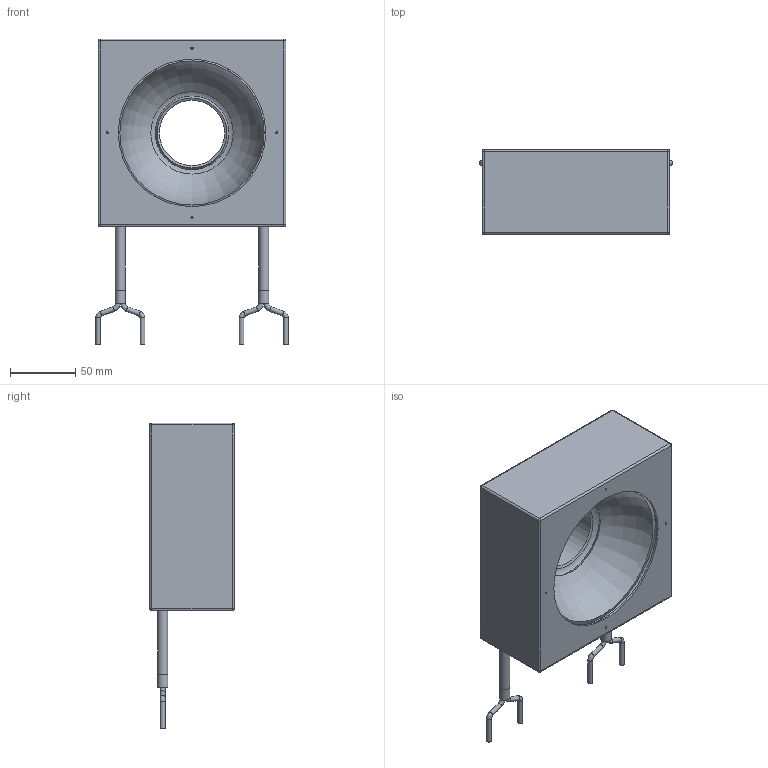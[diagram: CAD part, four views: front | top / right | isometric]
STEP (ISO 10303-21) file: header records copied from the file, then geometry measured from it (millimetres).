
FILE_DESCRIPTION (( 'STEP AP203' ), '1' );
FILE_NAME ('IDD-CB120_50DW-16CH(外観図).STEP', '2016-10-18T05:21:40', ( 'imac139_182' ), ( 'Microsoft' ), 'SwSTEP 2.0', 'SolidWorks 2014', '' );
FILE_SCHEMA (( 'CONFIG_CONTROL_DESIGN' ));
Length unit declared in the file: millimetre
Products named in the file (2): IDD-CB120_50DW-16CH(外観図)
Bounding box: 147.7 x 65 x 234.59 mm (x, y, z)
Volume: 1015148.6 mm3; surface area: 93899 mm2
Topology: 1 solids, 1 shells, 84 faces, 164 edges, 91 vertices
Faces by surface type: cylinder 38, plane 23, torus 12, sphere 8, cone 3
Full cylindrical faces by diameter (mm): 1.6 x4, 2.5 x4, 3.7 x12, 7.7 x2, 8 x2, 50 x1, 113 x1
Entity records: 1953 total; most frequent: DIRECTION 362, CARTESIAN_POINT 276, ORIENTED_EDGE 214, AXIS2_PLACEMENT_3D 169, EDGE_LOOP 144, FACE_OUTER_BOUND 122, EDGE_CURVE 107, ADVANCED_FACE 84
